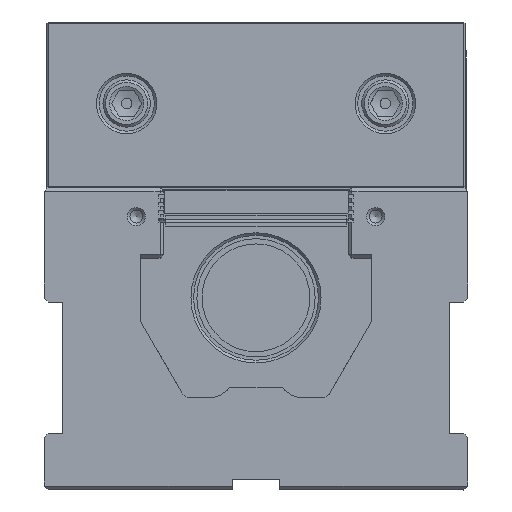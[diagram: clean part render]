
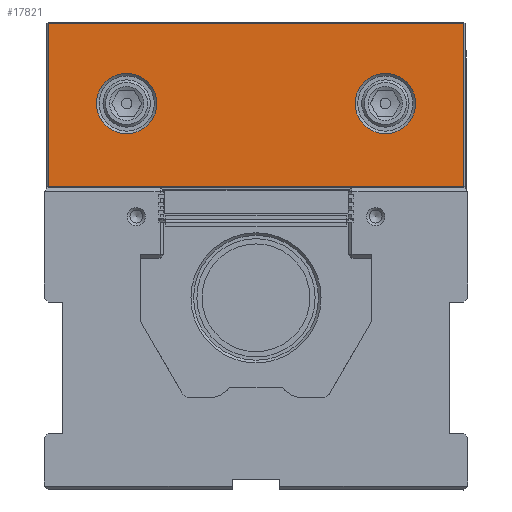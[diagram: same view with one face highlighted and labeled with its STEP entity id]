
A CAD part, left-side view. The second image highlights one B-rep face of the part: STEP entity #17821.
In plain terms, the highlighted face is planar.
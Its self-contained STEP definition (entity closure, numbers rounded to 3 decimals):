
#705=LINE($,#26328,#2302);
#706=LINE($,#26330,#2303);
#707=LINE($,#26332,#2304);
#708=LINE($,#26333,#2305);
#2302=VECTOR($,#21037,158.2);
#2303=VECTOR($,#21038,62.);
#2304=VECTOR($,#21039,158.2);
#2305=VECTOR($,#21040,62.);
#3876=PLANE($,#19067);
#4759=FACE_BOUND($,#6390,.T.);
#4760=FACE_BOUND($,#6391,.T.);
#5213=FACE_OUTER_BOUND($,#6389,.T.);
#6389=EDGE_LOOP($,(#12793,#12794,#12795,#12796));
#6390=EDGE_LOOP($,(#12797));
#6391=EDGE_LOOP($,(#12798));
#7934=CIRCLE($,#19064,11.5);
#7936=CIRCLE($,#19068,11.5);
#8577=VERTEX_POINT($,#26320);
#8579=VERTEX_POINT($,#26326);
#8580=VERTEX_POINT($,#26327);
#8581=VERTEX_POINT($,#26329);
#8582=VERTEX_POINT($,#26331);
#8583=VERTEX_POINT($,#26334);
#10270=EDGE_CURVE($,#8577,#8577,#7934,.T.);
#10272=EDGE_CURVE($,#8579,#8580,#705,.T.);
#10273=EDGE_CURVE($,#8581,#8579,#706,.T.);
#10274=EDGE_CURVE($,#8582,#8581,#707,.T.);
#10275=EDGE_CURVE($,#8580,#8582,#708,.T.);
#10276=EDGE_CURVE($,#8583,#8583,#7936,.T.);
#12793=ORIENTED_EDGE($,*,*,#10272,.F.);
#12794=ORIENTED_EDGE($,*,*,#10273,.F.);
#12795=ORIENTED_EDGE($,*,*,#10274,.F.);
#12796=ORIENTED_EDGE($,*,*,#10275,.F.);
#12797=ORIENTED_EDGE($,*,*,#10270,.F.);
#12798=ORIENTED_EDGE($,*,*,#10276,.F.);
#17821=ADVANCED_FACE($,(#5213,#4759,#4760),#3876,.T.);
#19064=AXIS2_PLACEMENT_3D($,#26321,#21029,#21030);
#19067=AXIS2_PLACEMENT_3D($,#26325,#21035,#21036);
#19068=AXIS2_PLACEMENT_3D($,#26335,#21041,#21042);
#21029=DIRECTION('center_axis',(0.,0.,1.));
#21030=DIRECTION('ref_axis',(1.,0.,0.));
#21035=DIRECTION('center_axis',(0.,0.,1.));
#21036=DIRECTION('ref_axis',(1.,0.,0.));
#21037=DIRECTION($,(1.,0.,0.));
#21038=DIRECTION($,(0.,1.,0.));
#21039=DIRECTION($,(-1.,0.,0.));
#21040=DIRECTION($,(0.,-1.,0.));
#21041=DIRECTION('center_axis',(0.,0.,1.));
#21042=DIRECTION('ref_axis',(-1.,0.,0.));
#26320=CARTESIAN_POINT('',(18.9,32.,0.));
#26321=CARTESIAN_POINT('Origin',(30.4,32.,0.));
#26325=CARTESIAN_POINT('Origin',(79.6,31.5,0.));
#26326=CARTESIAN_POINT('',(0.5,62.5,0.));
#26327=CARTESIAN_POINT('',(158.7,62.5,0.));
#26328=CARTESIAN_POINT($,(119.4,62.5,0.));
#26329=CARTESIAN_POINT('',(0.5,0.5,0.));
#26330=CARTESIAN_POINT($,(0.5,47.25,0.));
#26331=CARTESIAN_POINT('',(158.7,0.5,0.));
#26332=CARTESIAN_POINT($,(39.8,0.5,0.));
#26333=CARTESIAN_POINT($,(158.7,15.75,0.));
#26334=CARTESIAN_POINT('',(140.3,32.,0.));
#26335=CARTESIAN_POINT('Origin',(128.8,32.,0.));
